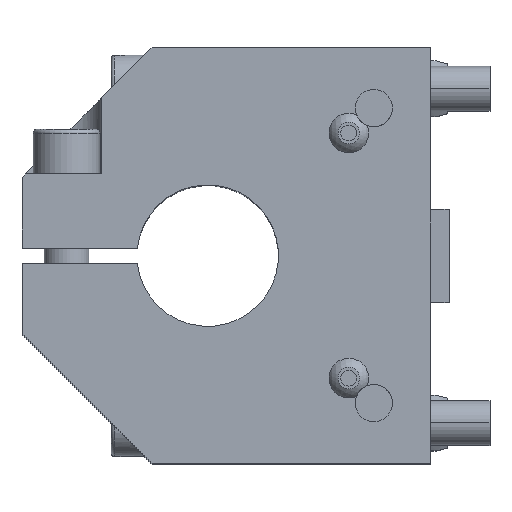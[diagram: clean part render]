
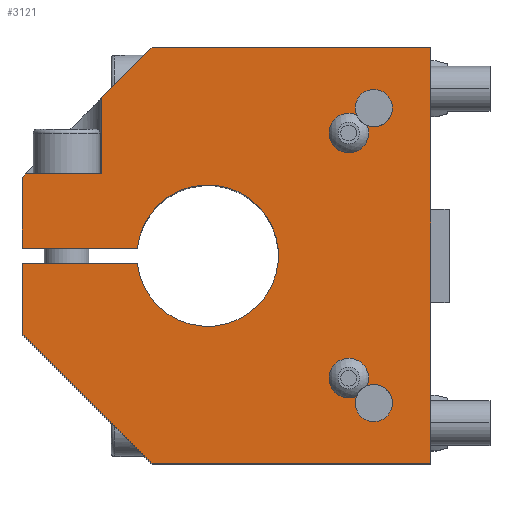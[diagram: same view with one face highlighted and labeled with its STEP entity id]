
A CAD part, top view. The second image highlights one B-rep face of the part: STEP entity #3121.
In plain terms, the highlighted planar face has unit normal (0, 0, 1).
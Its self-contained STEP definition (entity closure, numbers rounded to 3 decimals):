
#1=DIRECTION('',(-1.,0.,0.));
#2=VECTOR('',#1,20.5);
#3=CARTESIAN_POINT('',(-88.5,22.,72.5));
#4=LINE('',#3,#2);
#5=DIRECTION('',(0.,1.,0.));
#6=VECTOR('',#5,20.5);
#7=CARTESIAN_POINT('',(-88.5,22.,72.5));
#8=LINE('',#7,#6);
#9=DIRECTION('',(0.707,0.707,0.));
#10=VECTOR('',#9,19.092);
#11=CARTESIAN_POINT('',(-88.5,42.5,72.5));
#12=LINE('',#11,#10);
#13=DIRECTION('',(1.,0.,0.));
#14=VECTOR('',#13,75.);
#15=CARTESIAN_POINT('',(-75.,56.,72.5));
#16=LINE('',#15,#14);
#17=DIRECTION('',(0.,-1.,0.));
#18=VECTOR('',#17,112.);
#19=CARTESIAN_POINT('',(0.,56.,72.5));
#20=LINE('',#19,#18);
#21=DIRECTION('',(-1.,0.,0.));
#22=VECTOR('',#21,75.);
#23=CARTESIAN_POINT('',(0.,-56.,72.5));
#24=LINE('',#23,#22);
#25=DIRECTION('',(-0.707,0.707,0.));
#26=VECTOR('',#25,49.497);
#27=CARTESIAN_POINT('',(-75.,-56.,72.5));
#28=LINE('',#27,#26);
#29=DIRECTION('',(0.,1.,0.));
#30=VECTOR('',#29,19.);
#31=CARTESIAN_POINT('',(-110.,-21.,72.5));
#32=LINE('',#31,#30);
#33=DIRECTION('',(1.,0.,0.));
#34=VECTOR('',#33,31.055);
#35=CARTESIAN_POINT('',(-110.,-2.,72.5));
#36=LINE('',#35,#34);
#37=DIRECTION('',(1.,0.,0.));
#38=VECTOR('',#37,31.055);
#39=CARTESIAN_POINT('',(-110.,2.,72.5));
#40=LINE('',#39,#38);
#41=DIRECTION('',(0.,1.,0.));
#42=VECTOR('',#41,19.);
#43=CARTESIAN_POINT('',(-110.,2.,72.5));
#44=LINE('',#43,#42);
#45=DIRECTION('',(0.707,0.707,0.));
#46=VECTOR('',#45,1.414);
#47=CARTESIAN_POINT('',(-110.,21.,72.5));
#48=LINE('',#47,#46);
#49=CARTESIAN_POINT('',(-22.,33.,72.5));
#50=DIRECTION('',(0.,0.,1.));
#51=DIRECTION('',(0.,1.,0.));
#52=AXIS2_PLACEMENT_3D('',#49,#50,#51);
#54=CARTESIAN_POINT('',(-22.,33.,72.5));
#55=DIRECTION('',(0.,0.,1.));
#56=DIRECTION('',(0.,-1.,0.));
#57=AXIS2_PLACEMENT_3D('',#54,#55,#56);
#59=CARTESIAN_POINT('',(-22.,-33.,72.5));
#60=DIRECTION('',(0.,0.,1.));
#61=DIRECTION('',(0.,1.,0.));
#62=AXIS2_PLACEMENT_3D('',#59,#60,#61);
#64=CARTESIAN_POINT('',(-22.,-33.,72.5));
#65=DIRECTION('',(0.,0.,1.));
#66=DIRECTION('',(0.,-1.,0.));
#67=AXIS2_PLACEMENT_3D('',#64,#65,#66);
#69=CARTESIAN_POINT('',(-15.282,39.718,72.5));
#70=DIRECTION('',(0.,0.,-1.));
#71=DIRECTION('',(-1.,0.,0.));
#72=AXIS2_PLACEMENT_3D('',#69,#70,#71);
#74=CARTESIAN_POINT('',(-15.282,39.718,72.5));
#75=DIRECTION('',(0.,0.,-1.));
#76=DIRECTION('',(1.,0.,0.));
#77=AXIS2_PLACEMENT_3D('',#74,#75,#76);
#79=CARTESIAN_POINT('',(-15.282,-39.718,72.5));
#80=DIRECTION('',(0.,0.,-1.));
#81=DIRECTION('',(-1.,0.,0.));
#82=AXIS2_PLACEMENT_3D('',#79,#80,#81);
#84=CARTESIAN_POINT('',(-15.282,-39.718,72.5));
#85=DIRECTION('',(0.,0.,-1.));
#86=DIRECTION('',(1.,0.,0.));
#87=AXIS2_PLACEMENT_3D('',#84,#85,#86);
#1090=CARTESIAN_POINT('',(-60.,0.,72.5));
#1091=DIRECTION('',(0.,0.,-1.));
#1092=DIRECTION('',(-0.994,0.105,0.));
#1093=AXIS2_PLACEMENT_3D('',#1090,#1091,#1092);
#2488=CARTESIAN_POINT('',(0.,56.,72.5));
#2489=CARTESIAN_POINT('',(0.,-56.,72.5));
#2490=VERTEX_POINT('',#2488);
#2491=VERTEX_POINT('',#2489);
#2492=CARTESIAN_POINT('',(-75.,56.,72.5));
#2493=VERTEX_POINT('',#2492);
#2494=CARTESIAN_POINT('',(-75.,-56.,72.5));
#2495=CARTESIAN_POINT('',(-110.,-21.,72.5));
#2496=VERTEX_POINT('',#2494);
#2497=VERTEX_POINT('',#2495);
#2509=CARTESIAN_POINT('',(-110.,21.,72.5));
#2511=VERTEX_POINT('',#2509);
#2512=CARTESIAN_POINT('',(-110.,-2.,72.5));
#2513=CARTESIAN_POINT('',(-78.945,-2.,72.5));
#2514=VERTEX_POINT('',#2512);
#2515=VERTEX_POINT('',#2513);
#2516=CARTESIAN_POINT('',(-110.,2.,72.5));
#2517=CARTESIAN_POINT('',(-78.945,2.,72.5));
#2518=VERTEX_POINT('',#2516);
#2519=VERTEX_POINT('',#2517);
#2552=CARTESIAN_POINT('',(-88.5,22.,72.5));
#2553=CARTESIAN_POINT('',(-109.,22.,72.5));
#2554=VERTEX_POINT('',#2552);
#2555=VERTEX_POINT('',#2553);
#2556=CARTESIAN_POINT('',(-88.5,42.5,72.5));
#2557=VERTEX_POINT('',#2556);
#2794=CARTESIAN_POINT('',(-22.,38.333,72.5));
#2795=CARTESIAN_POINT('',(-22.,27.667,72.5));
#2796=VERTEX_POINT('',#2794);
#2797=VERTEX_POINT('',#2795);
#2810=CARTESIAN_POINT('',(-22.,-27.667,72.5));
#2811=CARTESIAN_POINT('',(-22.,-38.333,72.5));
#2812=VERTEX_POINT('',#2810);
#2813=VERTEX_POINT('',#2811);
#2826=CARTESIAN_POINT('',(-19.082,39.718,72.5));
#2827=CARTESIAN_POINT('',(-11.482,39.718,72.5));
#2828=VERTEX_POINT('',#2826);
#2829=VERTEX_POINT('',#2827);
#2840=CARTESIAN_POINT('',(-19.082,-39.718,72.5));
#2841=CARTESIAN_POINT('',(-11.482,-39.718,72.5));
#2842=VERTEX_POINT('',#2840);
#2843=VERTEX_POINT('',#2841);
#3064=CARTESIAN_POINT('',(0.,0.,72.5));
#3065=DIRECTION('',(0.,0.,1.));
#3066=DIRECTION('',(0.,1.,0.));
#3067=AXIS2_PLACEMENT_3D('',#3064,#3065,#3066);
#3068=PLANE('',#3067);
#3070=ORIENTED_EDGE('',*,*,#3069,.F.);
#3072=ORIENTED_EDGE('',*,*,#3071,.T.);
#3074=ORIENTED_EDGE('',*,*,#3073,.T.);
#3076=ORIENTED_EDGE('',*,*,#3075,.T.);
#3078=ORIENTED_EDGE('',*,*,#3077,.T.);
#3080=ORIENTED_EDGE('',*,*,#3079,.T.);
#3082=ORIENTED_EDGE('',*,*,#3081,.T.);
#3084=ORIENTED_EDGE('',*,*,#3083,.T.);
#3086=ORIENTED_EDGE('',*,*,#3085,.T.);
#3088=ORIENTED_EDGE('',*,*,#3087,.F.);
#3090=ORIENTED_EDGE('',*,*,#3089,.F.);
#3092=ORIENTED_EDGE('',*,*,#3091,.T.);
#3094=ORIENTED_EDGE('',*,*,#3093,.T.);
#3095=EDGE_LOOP('',(#3070,#3072,#3074,#3076,#3078,#3080,#3082,#3084,#3086,#3088,
#3090,#3092,#3094));
#3096=FACE_OUTER_BOUND('',#3095,.F.);
#3098=ORIENTED_EDGE('',*,*,#3097,.T.);
#3100=ORIENTED_EDGE('',*,*,#3099,.T.);
#3101=EDGE_LOOP('',(#3098,#3100));
#3102=FACE_BOUND('',#3101,.F.);
#3104=ORIENTED_EDGE('',*,*,#3103,.T.);
#3106=ORIENTED_EDGE('',*,*,#3105,.T.);
#3107=EDGE_LOOP('',(#3104,#3106));
#3108=FACE_BOUND('',#3107,.F.);
#3110=ORIENTED_EDGE('',*,*,#3109,.F.);
#3112=ORIENTED_EDGE('',*,*,#3111,.F.);
#3113=EDGE_LOOP('',(#3110,#3112));
#3114=FACE_BOUND('',#3113,.F.);
#3116=ORIENTED_EDGE('',*,*,#3115,.F.);
#3118=ORIENTED_EDGE('',*,*,#3117,.F.);
#3119=EDGE_LOOP('',(#3116,#3118));
#3120=FACE_BOUND('',#3119,.F.);
#3121=ADVANCED_FACE('',(#3096,#3102,#3108,#3114,#3120),#3068,.T.);
#53=CIRCLE('',#52,5.333);
#58=CIRCLE('',#57,5.333);
#63=CIRCLE('',#62,5.333);
#68=CIRCLE('',#67,5.333);
#73=CIRCLE('',#72,3.8);
#78=CIRCLE('',#77,3.8);
#83=CIRCLE('',#82,3.8);
#88=CIRCLE('',#87,3.8);
#1094=CIRCLE('',#1093,19.05);
#3069=EDGE_CURVE('',#2554,#2555,#4,.T.);
#3071=EDGE_CURVE('',#2554,#2557,#8,.T.);
#3073=EDGE_CURVE('',#2557,#2493,#12,.T.);
#3075=EDGE_CURVE('',#2493,#2490,#16,.T.);
#3077=EDGE_CURVE('',#2490,#2491,#20,.T.);
#3079=EDGE_CURVE('',#2491,#2496,#24,.T.);
#3081=EDGE_CURVE('',#2496,#2497,#28,.T.);
#3083=EDGE_CURVE('',#2497,#2514,#32,.T.);
#3085=EDGE_CURVE('',#2514,#2515,#36,.T.);
#3087=EDGE_CURVE('',#2519,#2515,#1094,.T.);
#3089=EDGE_CURVE('',#2518,#2519,#40,.T.);
#3091=EDGE_CURVE('',#2518,#2511,#44,.T.);
#3093=EDGE_CURVE('',#2511,#2555,#48,.T.);
#3097=EDGE_CURVE('',#2796,#2797,#53,.T.);
#3099=EDGE_CURVE('',#2797,#2796,#58,.T.);
#3103=EDGE_CURVE('',#2812,#2813,#63,.T.);
#3105=EDGE_CURVE('',#2813,#2812,#68,.T.);
#3109=EDGE_CURVE('',#2828,#2829,#73,.T.);
#3111=EDGE_CURVE('',#2829,#2828,#78,.T.);
#3115=EDGE_CURVE('',#2842,#2843,#83,.T.);
#3117=EDGE_CURVE('',#2843,#2842,#88,.T.);
